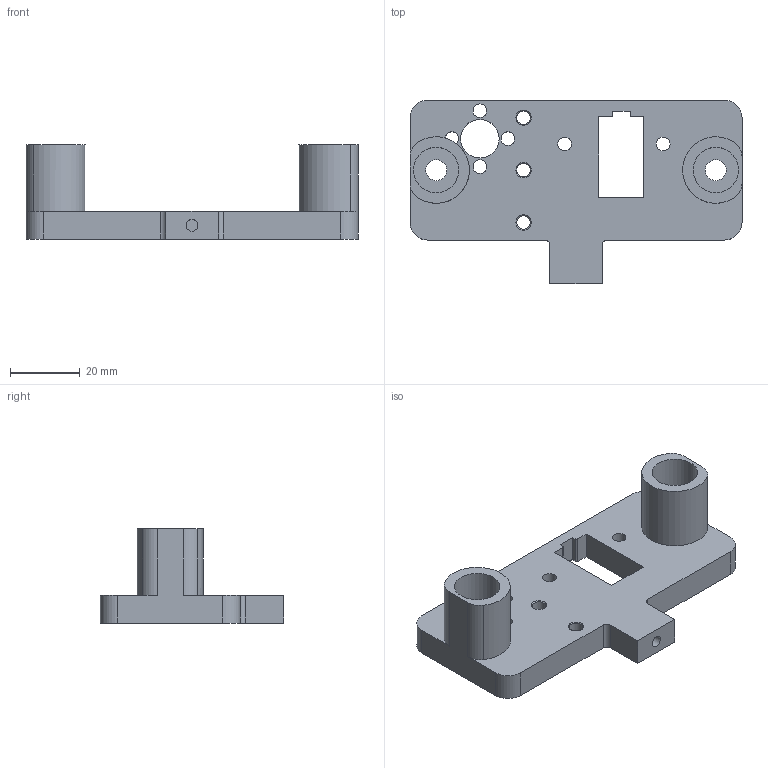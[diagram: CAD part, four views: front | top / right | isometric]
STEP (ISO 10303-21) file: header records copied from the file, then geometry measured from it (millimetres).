
FILE_DESCRIPTION(/* description */ (''),/* implementation_level */ '2;1');
FILE_NAME(/* name */ 'Кронштейн_манипулятор.stp',/* time_stamp */ '2024-01-23T21:41:25+03:00',/* author */ ('К'),/* organization */ (''),/* preprocessor_version */ 'ST-DEVELOPER v18.1',/* originating_system */ 'Autodesk Inventor 2022',/* authorisation */ '');
FILE_SCHEMA (('AUTOMOTIVE_DESIGN { 1 0 10303 214 3 1 1 }'));
Length unit declared in the file: millimetre
Products named in the file (1): Кронштейн_манипулятор
Bounding box: 95 x 52.5 x 27 mm (x, y, z)
Volume: 32210.8 mm3; surface area: 14989.8 mm2
Topology: 1 solids, 1 shells, 63 faces, 164 edges, 105 vertices
Faces by surface type: cylinder 32, plane 24, cone 7
Full cylindrical faces by diameter (mm): 3.4 x1, 3.9 x9, 6 x2, 11 x1, 13 x2
Entity records: 2038 total; most frequent: DIRECTION 363, CARTESIAN_POINT 333, ORIENTED_EDGE 328, EDGE_CURVE 164, AXIS2_PLACEMENT_3D 135, VERTEX_POINT 105, LINE 93, VECTOR 93
